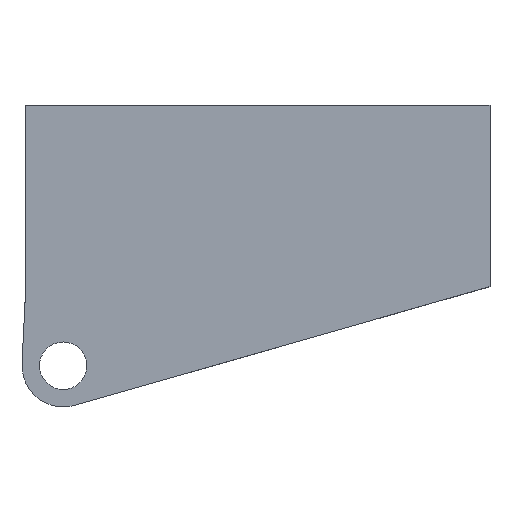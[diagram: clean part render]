
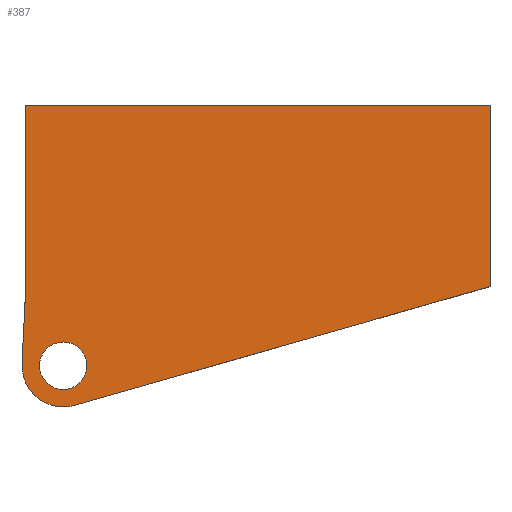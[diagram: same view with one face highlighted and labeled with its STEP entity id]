
A CAD part, front view. The second image highlights one B-rep face of the part: STEP entity #387.
In plain terms, the highlighted planar face has unit normal (0, -1, 0).
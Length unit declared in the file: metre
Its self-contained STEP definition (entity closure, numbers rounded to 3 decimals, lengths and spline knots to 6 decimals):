
#23=CIRCLE('',#418,0.004);
#27=CIRCLE('',#428,0.0023);
#85=ORIENTED_EDGE('',*,*,#175,.T.);
#86=ORIENTED_EDGE('',*,*,#166,.F.);
#87=ORIENTED_EDGE('',*,*,#177,.T.);
#88=ORIENTED_EDGE('',*,*,#154,.T.);
#89=ORIENTED_EDGE('',*,*,#151,.F.);
#90=ORIENTED_EDGE('',*,*,#148,.F.);
#91=ORIENTED_EDGE('',*,*,#174,.T.);
#148=EDGE_CURVE('',#200,#201,#23,.T.);
#151=EDGE_CURVE('',#201,#202,#235,.T.);
#154=EDGE_CURVE('',#204,#202,#237,.T.);
#166=EDGE_CURVE('',#213,#214,#247,.T.);
#174=EDGE_CURVE('',#219,#219,#27,.T.);
#175=EDGE_CURVE('',#200,#214,#254,.T.);
#177=EDGE_CURVE('',#213,#204,#255,.T.);
#200=VERTEX_POINT('',#586);
#201=VERTEX_POINT('',#587);
#202=VERTEX_POINT('',#592);
#204=VERTEX_POINT('',#598);
#213=VERTEX_POINT('',#619);
#214=VERTEX_POINT('',#621);
#219=VERTEX_POINT('',#636);
#235=LINE('',#591,#275);
#237=LINE('',#597,#277);
#247=LINE('',#620,#287);
#254=LINE('',#638,#294);
#255=LINE('',#641,#295);
#275=VECTOR('',#477,1.);
#277=VECTOR('',#483,1.);
#287=VECTOR('',#499,1.);
#294=VECTOR('',#516,1.);
#295=VECTOR('',#521,1.);
#316=EDGE_LOOP('',(#85,#86,#87,#88,#89,#90));
#317=EDGE_LOOP('',(#91));
#346=FACE_BOUND('',#316,.T.);
#347=FACE_BOUND('',#317,.T.);
#370=PLANE('',#431);
#387=ADVANCED_FACE('',(#346,#347),#370,.F.);
#418=AXIS2_PLACEMENT_3D('',#585,#471,#472);
#428=AXIS2_PLACEMENT_3D('',#635,#512,#513);
#431=AXIS2_PLACEMENT_3D('',#640,#519,#520);
#471=DIRECTION('',(0.,1.,0.));
#472=DIRECTION('',(0.,0.,1.));
#477=DIRECTION('',(0.049,0.,0.999));
#483=DIRECTION('',(0.,0.,-1.));
#499=DIRECTION('',(0.,0.,-1.));
#512=DIRECTION('',(0.,1.,0.));
#513=DIRECTION('',(0.,0.,1.));
#516=DIRECTION('',(0.962,0.,0.275));
#519=DIRECTION('',(0.,1.,0.));
#520=DIRECTION('',(-1.,0.,0.));
#521=DIRECTION('',(-1.,0.,0.));
#585=CARTESIAN_POINT('',(0.018627,-0.19555,-0.010662));
#586=CARTESIAN_POINT('',(0.019726,-0.19555,-0.014508));
#587=CARTESIAN_POINT('',(0.014632,-0.19555,-0.010465));
#591=CARTESIAN_POINT('',(0.014816,-0.19555,-0.006733));
#592=CARTESIAN_POINT('',(0.015,-0.19555,-0.003));
#597=CARTESIAN_POINT('',(0.015,-0.19555,0.0008));
#598=CARTESIAN_POINT('',(0.015,-0.19555,0.0146));
#619=CARTESIAN_POINT('',(0.06,-0.19555,0.0146));
#620=CARTESIAN_POINT('',(0.06,-0.19555,0.00315));
#621=CARTESIAN_POINT('',(0.06,-0.19555,-0.003));
#635=CARTESIAN_POINT('',(0.018627,-0.19555,-0.010662));
#636=CARTESIAN_POINT('',(0.018627,-0.19555,-0.008362));
#638=CARTESIAN_POINT('',(0.039863,-0.19555,-0.008754));
#640=CARTESIAN_POINT('',(0.138232,-0.19555,0.039478));
#641=CARTESIAN_POINT('',(0.0375,-0.19555,0.0146));
